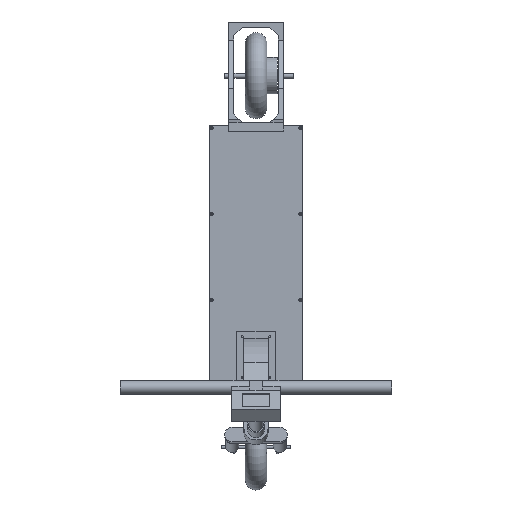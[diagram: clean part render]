
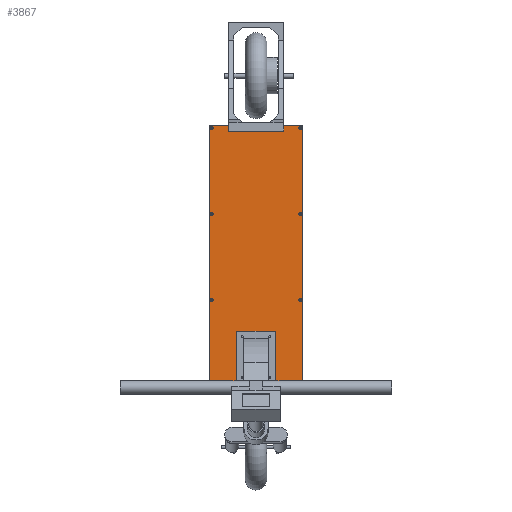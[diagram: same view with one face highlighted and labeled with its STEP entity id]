
A CAD part, top view. The second image highlights one B-rep face of the part: STEP entity #3867.
In plain terms, the highlighted planar face has unit normal (0, 0, 1).
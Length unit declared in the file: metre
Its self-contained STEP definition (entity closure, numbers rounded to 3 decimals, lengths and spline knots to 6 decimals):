
#103=LINE('',#6109,#417);
#104=LINE('',#6112,#418);
#105=LINE('',#6114,#419);
#106=LINE('',#6116,#420);
#107=LINE('',#6117,#421);
#108=LINE('',#6120,#422);
#109=LINE('',#6122,#423);
#110=LINE('',#6124,#424);
#417=VECTOR('',#4938,1.);
#418=VECTOR('',#4939,1.);
#419=VECTOR('',#4940,1.);
#420=VECTOR('',#4941,1.);
#421=VECTOR('',#4942,1.);
#422=VECTOR('',#4943,1.);
#423=VECTOR('',#4944,1.);
#424=VECTOR('',#4945,1.);
#763=PLANE('',#4293);
#1100=ORIENTED_EDGE('',*,*,#1998,.F.);
#1101=ORIENTED_EDGE('',*,*,#1999,.F.);
#1102=ORIENTED_EDGE('',*,*,#2000,.F.);
#1103=ORIENTED_EDGE('',*,*,#2001,.F.);
#1104=ORIENTED_EDGE('',*,*,#2002,.F.);
#1105=ORIENTED_EDGE('',*,*,#2003,.F.);
#1106=ORIENTED_EDGE('',*,*,#2004,.F.);
#1107=ORIENTED_EDGE('',*,*,#2005,.F.);
#1108=ORIENTED_EDGE('',*,*,#2006,.F.);
#1109=ORIENTED_EDGE('',*,*,#2007,.F.);
#1110=ORIENTED_EDGE('',*,*,#2008,.F.);
#1111=ORIENTED_EDGE('',*,*,#2009,.F.);
#1112=ORIENTED_EDGE('',*,*,#2010,.F.);
#1113=ORIENTED_EDGE('',*,*,#2011,.T.);
#1114=ORIENTED_EDGE('',*,*,#2012,.T.);
#1115=ORIENTED_EDGE('',*,*,#2013,.F.);
#1116=ORIENTED_EDGE('',*,*,#2014,.F.);
#1117=ORIENTED_EDGE('',*,*,#2015,.T.);
#1118=ORIENTED_EDGE('',*,*,#2016,.T.);
#1119=ORIENTED_EDGE('',*,*,#2017,.F.);
#1998=EDGE_CURVE('',#2470,#2470,#2784,.T.);
#1999=EDGE_CURVE('',#2471,#2471,#2785,.T.);
#2000=EDGE_CURVE('',#2472,#2472,#2786,.T.);
#2001=EDGE_CURVE('',#2473,#2473,#2787,.T.);
#2002=EDGE_CURVE('',#2474,#2474,#2788,.T.);
#2003=EDGE_CURVE('',#2475,#2475,#2789,.T.);
#2004=EDGE_CURVE('',#2476,#2476,#2790,.T.);
#2005=EDGE_CURVE('',#2477,#2477,#2791,.T.);
#2006=EDGE_CURVE('',#2478,#2478,#2792,.T.);
#2007=EDGE_CURVE('',#2479,#2479,#2793,.T.);
#2008=EDGE_CURVE('',#2480,#2480,#2794,.T.);
#2009=EDGE_CURVE('',#2481,#2481,#2795,.T.);
#2010=EDGE_CURVE('',#2482,#2483,#103,.T.);
#2011=EDGE_CURVE('',#2482,#2484,#104,.T.);
#2012=EDGE_CURVE('',#2484,#2485,#105,.T.);
#2013=EDGE_CURVE('',#2483,#2485,#106,.T.);
#2014=EDGE_CURVE('',#2486,#2487,#107,.T.);
#2015=EDGE_CURVE('',#2486,#2488,#108,.T.);
#2016=EDGE_CURVE('',#2488,#2489,#109,.T.);
#2017=EDGE_CURVE('',#2487,#2489,#110,.T.);
#2470=VERTEX_POINT('',#6086);
#2471=VERTEX_POINT('',#6088);
#2472=VERTEX_POINT('',#6090);
#2473=VERTEX_POINT('',#6092);
#2474=VERTEX_POINT('',#6094);
#2475=VERTEX_POINT('',#6096);
#2476=VERTEX_POINT('',#6098);
#2477=VERTEX_POINT('',#6100);
#2478=VERTEX_POINT('',#6102);
#2479=VERTEX_POINT('',#6104);
#2480=VERTEX_POINT('',#6106);
#2481=VERTEX_POINT('',#6108);
#2482=VERTEX_POINT('',#6110);
#2483=VERTEX_POINT('',#6111);
#2484=VERTEX_POINT('',#6113);
#2485=VERTEX_POINT('',#6115);
#2486=VERTEX_POINT('',#6118);
#2487=VERTEX_POINT('',#6119);
#2488=VERTEX_POINT('',#6121);
#2489=VERTEX_POINT('',#6123);
#2784=CIRCLE('',#4294,0.0037);
#2785=CIRCLE('',#4295,0.0037);
#2786=CIRCLE('',#4296,0.0037);
#2787=CIRCLE('',#4297,0.0037);
#2788=CIRCLE('',#4298,0.0037);
#2789=CIRCLE('',#4299,0.0037);
#2790=CIRCLE('',#4300,0.0037);
#2791=CIRCLE('',#4301,0.0037);
#2792=CIRCLE('',#4302,0.0022);
#2793=CIRCLE('',#4303,0.0022);
#2794=CIRCLE('',#4304,0.0022);
#2795=CIRCLE('',#4305,0.0022);
#3015=EDGE_LOOP('',(#1100));
#3016=EDGE_LOOP('',(#1101));
#3017=EDGE_LOOP('',(#1102));
#3018=EDGE_LOOP('',(#1103));
#3019=EDGE_LOOP('',(#1104));
#3020=EDGE_LOOP('',(#1105));
#3021=EDGE_LOOP('',(#1106));
#3022=EDGE_LOOP('',(#1107));
#3023=EDGE_LOOP('',(#1108));
#3024=EDGE_LOOP('',(#1109));
#3025=EDGE_LOOP('',(#1110));
#3026=EDGE_LOOP('',(#1111));
#3027=EDGE_LOOP('',(#1112,#1113,#1114,#1115));
#3028=EDGE_LOOP('',(#1116,#1117,#1118,#1119));
#3415=FACE_BOUND('',#3015,.T.);
#3416=FACE_BOUND('',#3016,.T.);
#3417=FACE_BOUND('',#3017,.T.);
#3418=FACE_BOUND('',#3018,.T.);
#3419=FACE_BOUND('',#3019,.T.);
#3420=FACE_BOUND('',#3020,.T.);
#3421=FACE_BOUND('',#3021,.T.);
#3422=FACE_BOUND('',#3022,.T.);
#3423=FACE_BOUND('',#3023,.T.);
#3424=FACE_BOUND('',#3024,.T.);
#3425=FACE_BOUND('',#3025,.T.);
#3426=FACE_BOUND('',#3026,.T.);
#3427=FACE_BOUND('',#3027,.T.);
#3428=FACE_BOUND('',#3028,.T.);
#3867=ADVANCED_FACE('',(#3415,#3416,#3417,#3418,#3419,#3420,#3421,#3422,
#3423,#3424,#3425,#3426,#3427,#3428),#763,.T.);
#4293=AXIS2_PLACEMENT_3D('',#6084,#4912,#4913);
#4294=AXIS2_PLACEMENT_3D('',#6085,#4914,#4915);
#4295=AXIS2_PLACEMENT_3D('',#6087,#4916,#4917);
#4296=AXIS2_PLACEMENT_3D('',#6089,#4918,#4919);
#4297=AXIS2_PLACEMENT_3D('',#6091,#4920,#4921);
#4298=AXIS2_PLACEMENT_3D('',#6093,#4922,#4923);
#4299=AXIS2_PLACEMENT_3D('',#6095,#4924,#4925);
#4300=AXIS2_PLACEMENT_3D('',#6097,#4926,#4927);
#4301=AXIS2_PLACEMENT_3D('',#6099,#4928,#4929);
#4302=AXIS2_PLACEMENT_3D('',#6101,#4930,#4931);
#4303=AXIS2_PLACEMENT_3D('',#6103,#4932,#4933);
#4304=AXIS2_PLACEMENT_3D('',#6105,#4934,#4935);
#4305=AXIS2_PLACEMENT_3D('',#6107,#4936,#4937);
#4912=DIRECTION('',(0.,0.,1.));
#4913=DIRECTION('',(1.,0.,0.));
#4914=DIRECTION('',(0.,0.,1.));
#4915=DIRECTION('',(1.,0.,0.));
#4916=DIRECTION('',(0.,0.,1.));
#4917=DIRECTION('',(1.,0.,0.));
#4918=DIRECTION('',(0.,0.,1.));
#4919=DIRECTION('',(1.,0.,0.));
#4920=DIRECTION('',(0.,0.,1.));
#4921=DIRECTION('',(1.,0.,0.));
#4922=DIRECTION('',(0.,0.,1.));
#4923=DIRECTION('',(1.,0.,0.));
#4924=DIRECTION('',(0.,0.,1.));
#4925=DIRECTION('',(1.,0.,0.));
#4926=DIRECTION('',(0.,0.,1.));
#4927=DIRECTION('',(1.,0.,0.));
#4928=DIRECTION('',(0.,0.,1.));
#4929=DIRECTION('',(1.,0.,0.));
#4930=DIRECTION('',(0.,0.,1.));
#4931=DIRECTION('',(1.,0.,0.));
#4932=DIRECTION('',(0.,0.,1.));
#4933=DIRECTION('',(1.,0.,0.));
#4934=DIRECTION('',(0.,0.,1.));
#4935=DIRECTION('',(1.,0.,0.));
#4936=DIRECTION('',(0.,0.,1.));
#4937=DIRECTION('',(1.,0.,0.));
#4938=DIRECTION('',(-1.,0.,0.));
#4939=DIRECTION('',(0.,1.,0.));
#4940=DIRECTION('',(-1.,0.,0.));
#4941=DIRECTION('',(0.,1.,0.));
#4942=DIRECTION('',(0.,1.,0.));
#4943=DIRECTION('',(-1.,0.,0.));
#4944=DIRECTION('',(0.,1.,0.));
#4945=DIRECTION('',(-1.,0.,0.));
#6084=CARTESIAN_POINT('',(0.,0.,0.012));
#6085=CARTESIAN_POINT('',(-0.1,0.103111,0.012));
#6086=CARTESIAN_POINT('',(-0.0963,0.103111,0.012));
#6087=CARTESIAN_POINT('',(0.1,0.103111,0.012));
#6088=CARTESIAN_POINT('',(0.1037,0.103111,0.012));
#6089=CARTESIAN_POINT('',(0.3,0.103111,0.012));
#6090=CARTESIAN_POINT('',(0.3037,0.103111,0.012));
#6091=CARTESIAN_POINT('',(0.3,-0.103111,0.012));
#6092=CARTESIAN_POINT('',(0.3037,-0.103111,0.012));
#6093=CARTESIAN_POINT('',(-0.1,-0.103111,0.012));
#6094=CARTESIAN_POINT('',(-0.0963,-0.103111,0.012));
#6095=CARTESIAN_POINT('',(-0.3,-0.103111,0.012));
#6096=CARTESIAN_POINT('',(-0.2963,-0.103111,0.012));
#6097=CARTESIAN_POINT('',(0.1,-0.103111,0.012));
#6098=CARTESIAN_POINT('',(0.1037,-0.103111,0.012));
#6099=CARTESIAN_POINT('',(-0.3,0.103111,0.012));
#6100=CARTESIAN_POINT('',(-0.2963,0.103111,0.012));
#6101=CARTESIAN_POINT('',(-0.281,-0.032,0.012));
#6102=CARTESIAN_POINT('',(-0.2788,-0.032,0.012));
#6103=CARTESIAN_POINT('',(-0.185,-0.032,0.012));
#6104=CARTESIAN_POINT('',(-0.1828,-0.032,0.012));
#6105=CARTESIAN_POINT('',(-0.185,0.032,0.012));
#6106=CARTESIAN_POINT('',(-0.1828,0.032,0.012));
#6107=CARTESIAN_POINT('',(-0.281,0.032,0.012));
#6108=CARTESIAN_POINT('',(-0.2788,0.032,0.012));
#6109=CARTESIAN_POINT('',(0.,-0.108111,0.012));
#6110=CARTESIAN_POINT('',(0.305,-0.108111,0.012));
#6111=CARTESIAN_POINT('',(-0.305,-0.108111,0.012));
#6112=CARTESIAN_POINT('',(0.305,0.,0.012));
#6113=CARTESIAN_POINT('',(0.305,0.108111,0.012));
#6114=CARTESIAN_POINT('',(0.,0.108111,0.012));
#6115=CARTESIAN_POINT('',(-0.305,0.108111,0.012));
#6116=CARTESIAN_POINT('',(-0.305,0.,0.012));
#6117=CARTESIAN_POINT('',(-0.193,0.,0.012));
#6118=CARTESIAN_POINT('',(-0.193,-0.024,0.012));
#6119=CARTESIAN_POINT('',(-0.193,0.024,0.012));
#6120=CARTESIAN_POINT('',(-0.233,-0.024,0.012));
#6121=CARTESIAN_POINT('',(-0.273,-0.024,0.012));
#6122=CARTESIAN_POINT('',(-0.273,0.,0.012));
#6123=CARTESIAN_POINT('',(-0.273,0.024,0.012));
#6124=CARTESIAN_POINT('',(-0.233,0.024,0.012));
